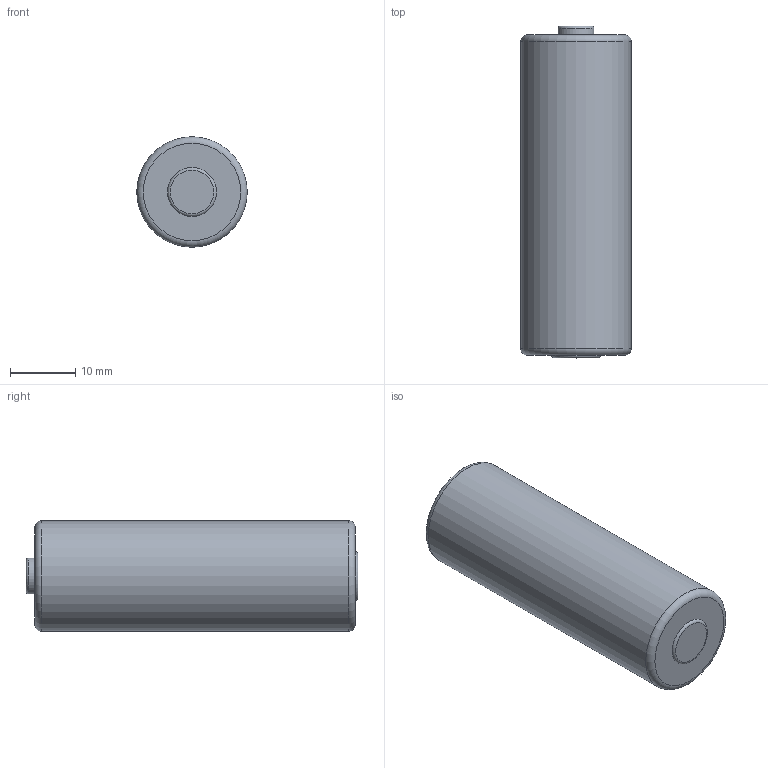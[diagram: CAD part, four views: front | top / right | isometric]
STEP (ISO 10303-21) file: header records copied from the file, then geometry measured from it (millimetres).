
FILE_DESCRIPTION(/* description */ (''),/* implementation_level */ '2;1');
FILE_NAME(/* name */ 'ER17505.step',/* time_stamp */ '2022-09-15T20:32:21+03:00',/* author */ (''),/* organization */ (''),/* preprocessor_version */ 'ST-DEVELOPER v19',/* originating_system */ 'Autodesk Translation Framework v11.7.0.108',/* authorisation */ '');
FILE_SCHEMA (('AUTOMOTIVE_DESIGN { 1 0 10303 214 3 1 1 }'));
Length unit declared in the file: millimetre
Products named in the file (1): ER17505
Bounding box: 16.94 x 50.9 x 16.94 mm (x, y, z)
Volume: 11092.6 mm3; surface area: 3191.1 mm2
Topology: 3 solids, 3 shells, 16 faces, 22 edges, 14 vertices
Faces by surface type: plane 8, torus 4, cylinder 4
Full cylindrical faces by diameter (mm): 5.5 x2, 10 x1, 16.94 x1
Entity records: 394 total; most frequent: DIRECTION 74, CARTESIAN_POINT 53, ORIENTED_EDGE 44, AXIS2_PLACEMENT_3D 35, EDGE_CURVE 22, EDGE_LOOP 18, CIRCLE 18, FACE_OUTER_BOUND 16
